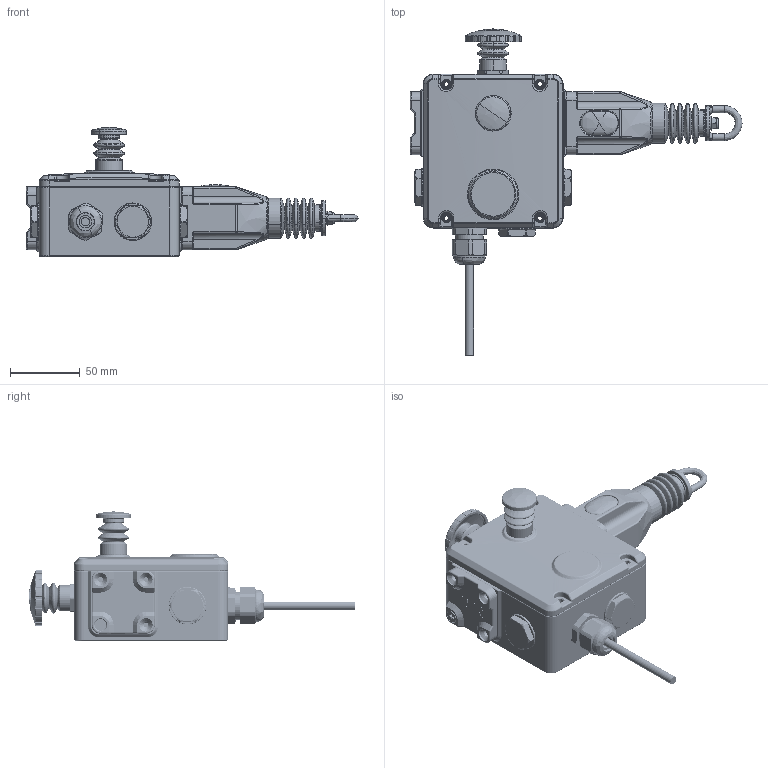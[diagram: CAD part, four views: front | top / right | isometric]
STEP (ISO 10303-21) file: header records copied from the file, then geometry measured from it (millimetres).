
FILE_DESCRIPTION (( 'STEP AP214' ), '1' );
FILE_NAME ('GLHL-EX-141020.STEP', '2021-06-10T14:17:32', ( '' ), ( '' ), 'SwSTEP 2.0', 'SolidWorks 2021', '' );
FILE_SCHEMA (( 'AUTOMOTIVE_DESIGN' ));
Length unit declared in the file: inch
Products named in the file (1): GLHL-EX-141020
Bounding box: 237.6 x 233.51 x 92.5 mm (x, y, z)
Volume: 303598.2 mm3; surface area: 181513.8 mm2
Topology: 27 solids, 27 shells, 3744 faces, 8989 edges, 5365 vertices
Faces by surface type: cylinder 1210, bspline 1098, plane 969, cone 275, torus 184, sphere 8
Full cylindrical faces by diameter (mm): 9 x1, 12.5 x1, 15 x2, 19.05 x2, 20 x2
Entity records: 149200 total; most frequent: CARTESIAN_POINT 68268, ORIENTED_EDGE 17788, DIRECTION 15637, EDGE_CURVE 8894, AXIS2_PLACEMENT_3D 5964, VERTEX_POINT 5363, EDGE_LOOP 3993, FACE_OUTER_BOUND 3752
